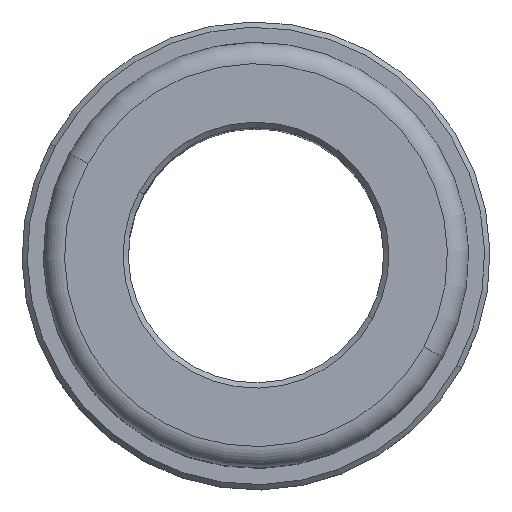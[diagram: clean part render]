
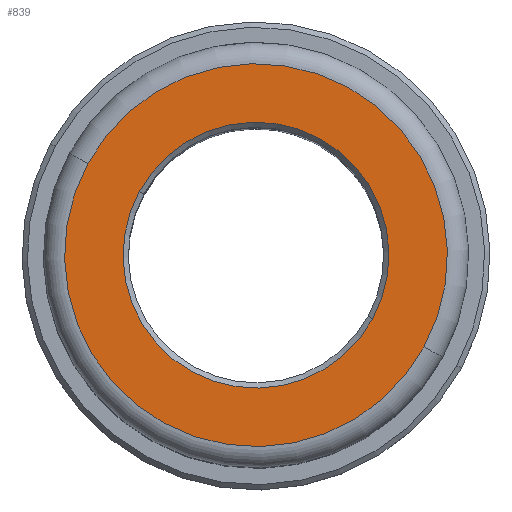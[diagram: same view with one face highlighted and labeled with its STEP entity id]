
A CAD part, top view. The second image highlights one B-rep face of the part: STEP entity #839.
In plain terms, the highlighted planar face has unit normal (0, 0, 1).
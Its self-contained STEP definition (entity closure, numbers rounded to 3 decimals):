
#768=CARTESIAN_POINT('Vertex',(15.796,-8.63,48.)) ;
#771=CARTESIAN_POINT('Axis2P3D Location',(0.,0.,48.)) ;
#775=CARTESIAN_POINT('Vertex',(-15.796,8.63,48.)) ;
#795=CARTESIAN_POINT('Axis2P3D Location',(0.,0.,48.)) ;
#812=CARTESIAN_POINT('Axis2P3D Location',(-12.,0.,48.)) ;
#821=CARTESIAN_POINT('Axis2P3D Location',(0.,0.,48.)) ;
#825=CARTESIAN_POINT('Vertex',(-10.97,5.993,48.)) ;
#827=CARTESIAN_POINT('Vertex',(10.97,-5.993,48.)) ;
#830=CARTESIAN_POINT('Axis2P3D Location',(0.,0.,48.)) ;
#772=DIRECTION('Axis2P3D Direction',(0.,0.,-1.)) ;
#796=DIRECTION('Axis2P3D Direction',(-0.,0.,-1.)) ;
#813=DIRECTION('Axis2P3D Direction',(0.,0.,-1.)) ;
#814=DIRECTION('Axis2P3D XDirection',(1.,0.,0.)) ;
#822=DIRECTION('Axis2P3D Direction',(0.,0.,-1.)) ;
#831=DIRECTION('Axis2P3D Direction',(0.,0.,-1.)) ;
#773=AXIS2_PLACEMENT_3D('Circle Axis2P3D',#771,#772,$) ;
#797=AXIS2_PLACEMENT_3D('Circle Axis2P3D',#795,#796,$) ;
#815=AXIS2_PLACEMENT_3D('Plane Axis2P3D',#812,#813,#814) ;
#823=AXIS2_PLACEMENT_3D('Circle Axis2P3D',#821,#822,$) ;
#832=AXIS2_PLACEMENT_3D('Circle Axis2P3D',#830,#831,$) ;
#818=ORIENTED_EDGE('',*,*,#799,.F.) ;
#819=ORIENTED_EDGE('',*,*,#777,.F.) ;
#836=ORIENTED_EDGE('',*,*,#829,.T.) ;
#837=ORIENTED_EDGE('',*,*,#834,.T.) ;
#838=FACE_BOUND('',#835,.T.) ;
#839=ADVANCED_FACE('PartBody',(#820,#838),#816,.F.) ;
#774=CIRCLE('generated circle',#773,18.) ;
#798=CIRCLE('generated circle',#797,18.) ;
#824=CIRCLE('generated circle',#823,12.5) ;
#833=CIRCLE('generated circle',#832,12.5) ;
#777=EDGE_CURVE('',#769,#776,#774,.T.) ;
#799=EDGE_CURVE('',#776,#769,#798,.T.) ;
#829=EDGE_CURVE('',#826,#828,#824,.T.) ;
#834=EDGE_CURVE('',#828,#826,#833,.T.) ;
#817=EDGE_LOOP('',(#818,#819)) ;
#835=EDGE_LOOP('',(#836,#837)) ;
#820=FACE_OUTER_BOUND('',#817,.T.) ;
#816=PLANE('Plane',#815) ;
#769=VERTEX_POINT('',#768) ;
#776=VERTEX_POINT('',#775) ;
#826=VERTEX_POINT('',#825) ;
#828=VERTEX_POINT('',#827) ;
